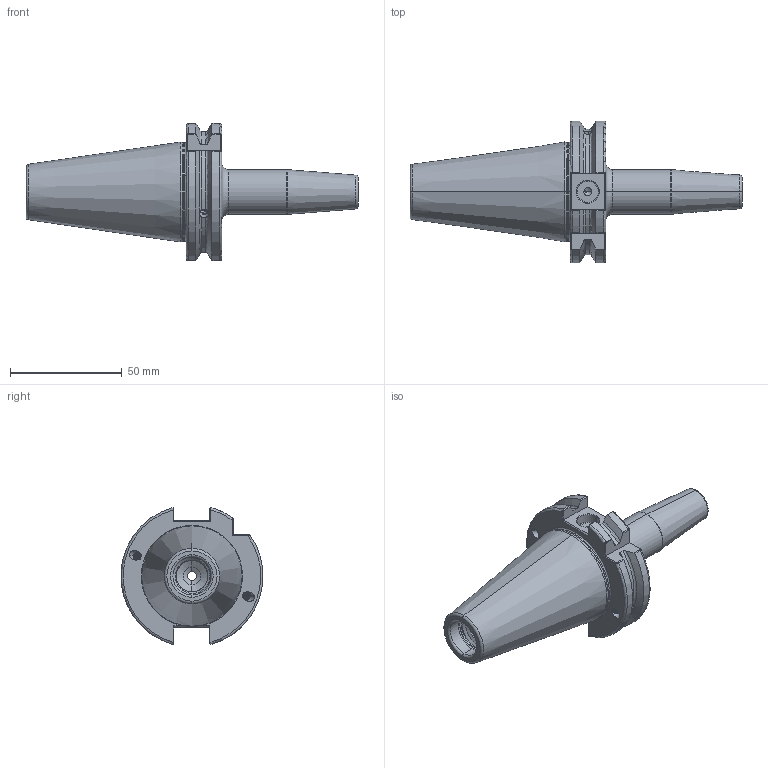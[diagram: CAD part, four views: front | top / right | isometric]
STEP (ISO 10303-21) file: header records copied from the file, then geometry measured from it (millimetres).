
FILE_DESCRIPTION (( 'STEP AP203' ), '1' );
FILE_NAME ('403.70.04.STEP', '2016-11-15T00:35:41', ( '' ), ( '' ), 'SwSTEP 2.0', 'SolidWorks 2012', '' );
FILE_SCHEMA (( 'CONFIG_CONTROL_DESIGN' ));
Length unit declared in the file: millimetre
Products named in the file (1): 403.70.04
Bounding box: 148.4 x 63.39 x 61.24 mm (x, y, z)
Volume: 112018 mm3; surface area: 27182.9 mm2
Topology: 1 solids, 1 shells, 249 faces, 677 edges, 417 vertices
Faces by surface type: cylinder 107, cone 45, plane 42, torus 36, bspline 19
Entity records: 15226 total; most frequent: CARTESIAN_POINT 9597, ORIENTED_EDGE 1326, DIRECTION 988, EDGE_CURVE 663, VERTEX_POINT 417, AXIS2_PLACEMENT_3D 392, EDGE_LOOP 260, FACE_OUTER_BOUND 249
